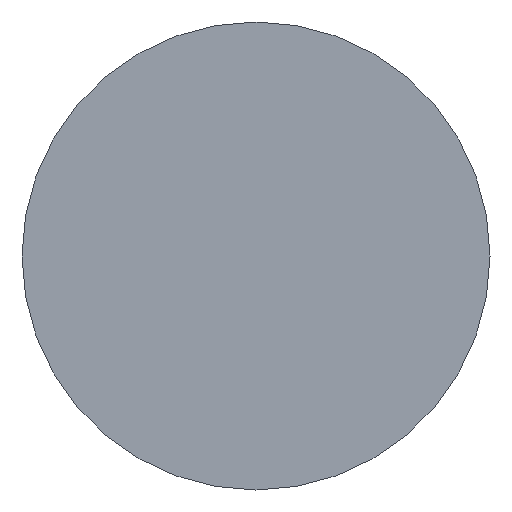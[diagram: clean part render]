
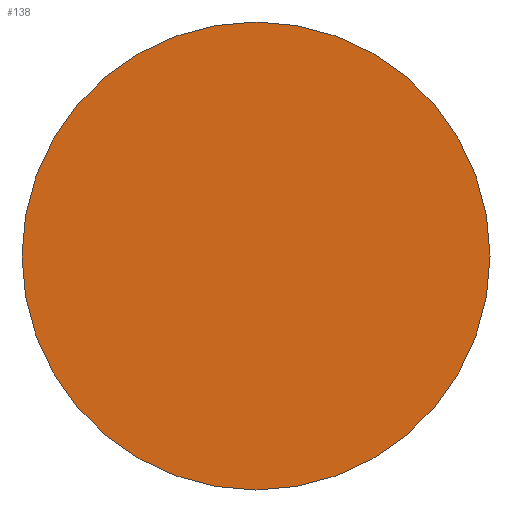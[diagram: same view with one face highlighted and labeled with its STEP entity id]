
A CAD part, left-side view. The second image highlights one B-rep face of the part: STEP entity #138.
In plain terms, the highlighted planar face has unit normal (-1, 0, 0).
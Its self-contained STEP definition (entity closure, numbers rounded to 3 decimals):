
#6 = PLANE ( 'NONE',  #94 ) ;
#7 = FACE_OUTER_BOUND ( 'NONE', #143, .T. ) ;
#17 = EDGE_CURVE ( 'NONE', #160, #98, #137, .T. ) ;
#25 = DIRECTION ( 'NONE',  ( 0., 0., -1. ) ) ;
#46 = DIRECTION ( 'NONE',  ( 0., 0., 1. ) ) ;
#49 = AXIS2_PLACEMENT_3D ( 'NONE', #104, #129, #116 ) ;
#74 = ORIENTED_EDGE ( 'NONE', *, *, #17, .T. ) ;
#82 = CARTESIAN_POINT ( 'NONE',  ( 22.172, 13.045, 0. ) ) ;
#94 = AXIS2_PLACEMENT_3D ( 'NONE', #103, #128, #25 ) ;
#98 = VERTEX_POINT ( 'NONE', #181 ) ;
#103 = CARTESIAN_POINT ( 'NONE',  ( 22.172, 13.045, 0. ) ) ;
#104 = CARTESIAN_POINT ( 'NONE',  ( 22.172, 13.045, 0. ) ) ;
#116 = DIRECTION ( 'NONE',  ( 0., 0., 1. ) ) ;
#122 = EDGE_CURVE ( 'NONE', #98, #160, #153, .T. ) ;
#125 = ORIENTED_EDGE ( 'NONE', *, *, #122, .T. ) ;
#126 = DIRECTION ( 'NONE',  ( -1., 0., 0. ) ) ;
#128 = DIRECTION ( 'NONE',  ( 1., 0., 0. ) ) ;
#129 = DIRECTION ( 'NONE',  ( -1., 0., 0. ) ) ;
#136 = AXIS2_PLACEMENT_3D ( 'NONE', #82, #126, #46 ) ;
#137 = CIRCLE ( 'NONE', #136, 3.15 ) ;
#138 = ADVANCED_FACE ( 'NONE', ( #7 ), #6, .F. ) ;
#143 = EDGE_LOOP ( 'NONE', ( #125, #74 ) ) ;
#145 = CARTESIAN_POINT ( 'NONE',  ( 22.172, 13.045, -3.15 ) ) ;
#153 = CIRCLE ( 'NONE', #49, 3.15 ) ;
#160 = VERTEX_POINT ( 'NONE', #145 ) ;
#181 = CARTESIAN_POINT ( 'NONE',  ( 22.172, 13.045, 3.15 ) ) ;
